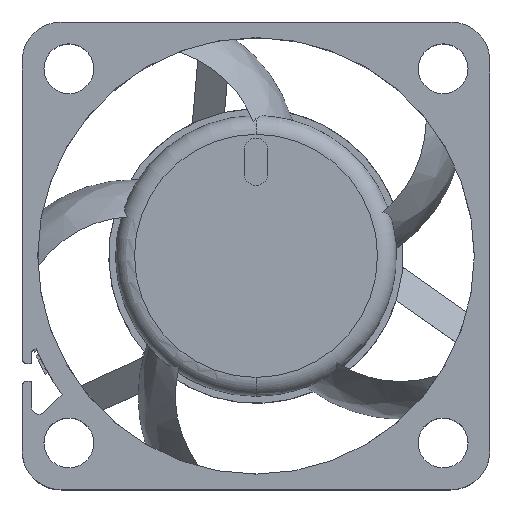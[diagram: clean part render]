
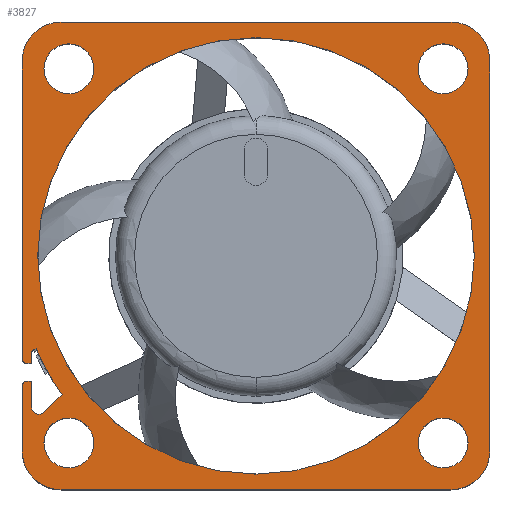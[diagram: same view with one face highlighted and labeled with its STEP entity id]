
A CAD part, top view. The second image highlights one B-rep face of the part: STEP entity #3827.
In plain terms, the highlighted planar face has unit normal (0, 0, 1).
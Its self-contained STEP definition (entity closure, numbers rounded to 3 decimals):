
#725=CARTESIAN_POINT('',(0.,0.,10.));
#726=DIRECTION('',(0.,0.,1.));
#727=DIRECTION('',(-1.,0.,0.));
#728=AXIS2_PLACEMENT_3D('',#725,#726,#727);
#730=CARTESIAN_POINT('',(0.,0.,10.));
#731=DIRECTION('',(0.,0.,1.));
#732=DIRECTION('',(1.,0.,0.));
#733=AXIS2_PLACEMENT_3D('',#730,#731,#732);
#735=CARTESIAN_POINT('',(-14.7,-6.6,10.));
#736=DIRECTION('',(0.,0.,-1.));
#737=DIRECTION('',(0.,-1.,0.));
#738=AXIS2_PLACEMENT_3D('',#735,#736,#737);
#740=CARTESIAN_POINT('',(-12.5,12.5,10.));
#741=DIRECTION('',(0.,0.,-1.));
#742=DIRECTION('',(-1.,0.,0.));
#743=AXIS2_PLACEMENT_3D('',#740,#741,#742);
#745=CARTESIAN_POINT('',(12.5,12.5,10.));
#746=DIRECTION('',(0.,0.,-1.));
#747=DIRECTION('',(0.,1.,0.));
#748=AXIS2_PLACEMENT_3D('',#745,#746,#747);
#750=CARTESIAN_POINT('',(12.5,-12.5,10.));
#751=DIRECTION('',(0.,0.,-1.));
#752=DIRECTION('',(1.,0.,0.));
#753=AXIS2_PLACEMENT_3D('',#750,#751,#752);
#755=CARTESIAN_POINT('',(-12.5,-12.5,10.));
#756=DIRECTION('',(0.,0.,-1.));
#757=DIRECTION('',(0.,-1.,0.));
#758=AXIS2_PLACEMENT_3D('',#755,#756,#757);
#760=CARTESIAN_POINT('',(-14.7,-8.35,10.));
#761=DIRECTION('',(0.,0.,-1.));
#762=DIRECTION('',(-1.,0.,0.));
#763=AXIS2_PLACEMENT_3D('',#760,#761,#762);
#765=DIRECTION('',(1.,0.,0.));
#766=VECTOR('',#765,0.3);
#767=CARTESIAN_POINT('',(-14.7,-8.05,10.));
#768=LINE('',#767,#766);
#769=CARTESIAN_POINT('',(-13.9,-9.657,10.));
#770=DIRECTION('',(0.,0.,1.));
#771=DIRECTION('',(-1.,0.,0.));
#772=AXIS2_PLACEMENT_3D('',#769,#770,#771);
#774=DIRECTION('',(0.707,0.707,0.));
#775=VECTOR('',#774,1.563);
#776=CARTESIAN_POINT('',(-13.546,-10.011,10.));
#777=LINE('',#776,#775);
#778=CARTESIAN_POINT('',(0.,0.,10.));
#779=DIRECTION('',(0.,0.,-1.));
#780=DIRECTION('',(-0.813,-0.582,0.));
#781=AXIS2_PLACEMENT_3D('',#778,#779,#780);
#783=DIRECTION('',(-0.906,-0.423,0.));
#784=VECTOR('',#783,0.135);
#785=CARTESIAN_POINT('',(-14.104,-5.93,10.));
#786=LINE('',#785,#784);
#787=CARTESIAN_POINT('',(-14.1,-6.259,10.));
#788=DIRECTION('',(0.,0.,1.));
#789=DIRECTION('',(-0.423,0.906,0.));
#790=AXIS2_PLACEMENT_3D('',#787,#788,#789);
#792=DIRECTION('',(-1.,0.,0.));
#793=VECTOR('',#792,0.3);
#794=CARTESIAN_POINT('',(-14.4,-6.9,10.));
#795=LINE('',#794,#793);
#796=CARTESIAN_POINT('',(-12.,-12.,10.));
#797=DIRECTION('',(0.,0.,1.));
#798=DIRECTION('',(0.,1.,0.));
#799=AXIS2_PLACEMENT_3D('',#796,#797,#798);
#801=CARTESIAN_POINT('',(-12.,-12.,10.));
#802=DIRECTION('',(0.,0.,1.));
#803=DIRECTION('',(0.,-1.,0.));
#804=AXIS2_PLACEMENT_3D('',#801,#802,#803);
#806=CARTESIAN_POINT('',(-12.,12.,10.));
#807=DIRECTION('',(0.,0.,1.));
#808=DIRECTION('',(-1.,0.,0.));
#809=AXIS2_PLACEMENT_3D('',#806,#807,#808);
#811=CARTESIAN_POINT('',(-12.,12.,10.));
#812=DIRECTION('',(0.,0.,1.));
#813=DIRECTION('',(1.,0.,0.));
#814=AXIS2_PLACEMENT_3D('',#811,#812,#813);
#816=CARTESIAN_POINT('',(12.,12.,10.));
#817=DIRECTION('',(0.,0.,1.));
#818=DIRECTION('',(0.,1.,0.));
#819=AXIS2_PLACEMENT_3D('',#816,#817,#818);
#821=CARTESIAN_POINT('',(12.,12.,10.));
#822=DIRECTION('',(0.,0.,1.));
#823=DIRECTION('',(0.,-1.,0.));
#824=AXIS2_PLACEMENT_3D('',#821,#822,#823);
#826=CARTESIAN_POINT('',(12.,-12.,10.));
#827=DIRECTION('',(0.,0.,1.));
#828=DIRECTION('',(-1.,0.,0.));
#829=AXIS2_PLACEMENT_3D('',#826,#827,#828);
#831=CARTESIAN_POINT('',(12.,-12.,10.));
#832=DIRECTION('',(0.,0.,1.));
#833=DIRECTION('',(1.,0.,0.));
#834=AXIS2_PLACEMENT_3D('',#831,#832,#833);
#852=DIRECTION('',(0.,1.,0.));
#853=VECTOR('',#852,0.641);
#854=CARTESIAN_POINT('',(-14.4,-6.9,10.));
#855=LINE('',#854,#853);
#1281=DIRECTION('',(0.,1.,0.));
#1282=VECTOR('',#1281,1.607);
#1283=CARTESIAN_POINT('',(-14.4,-9.657,10.));
#1284=LINE('',#1283,#1282);
#1297=DIRECTION('',(0.,-1.,0.));
#1298=VECTOR('',#1297,4.15);
#1299=CARTESIAN_POINT('',(-15.,-8.35,10.));
#1300=LINE('',#1299,#1298);
#1833=DIRECTION('',(1.,0.,0.));
#1834=VECTOR('',#1833,25.);
#1835=CARTESIAN_POINT('',(-12.5,-15.,10.));
#1836=LINE('',#1835,#1834);
#1845=DIRECTION('',(0.,1.,0.));
#1846=VECTOR('',#1845,25.);
#1847=CARTESIAN_POINT('',(15.,-12.5,10.));
#1848=LINE('',#1847,#1846);
#1857=DIRECTION('',(-1.,0.,0.));
#1858=VECTOR('',#1857,25.);
#1859=CARTESIAN_POINT('',(12.5,15.,10.));
#1860=LINE('',#1859,#1858);
#1869=DIRECTION('',(0.,-1.,0.));
#1870=VECTOR('',#1869,19.1);
#1871=CARTESIAN_POINT('',(-15.,12.5,10.));
#1872=LINE('',#1871,#1870);
#2366=CARTESIAN_POINT('',(-14.104,-5.93,10.));
#2367=VERTEX_POINT('',#2366);
#2368=CARTESIAN_POINT('',(-12.441,-8.906,10.));
#2369=VERTEX_POINT('',#2368);
#2534=CARTESIAN_POINT('',(-13.546,-10.011,10.));
#2535=VERTEX_POINT('',#2534);
#2544=CARTESIAN_POINT('',(-14.7,-6.9,10.));
#2545=CARTESIAN_POINT('',(-15.,-6.6,10.));
#2546=VERTEX_POINT('',#2544);
#2547=VERTEX_POINT('',#2545);
#2548=CARTESIAN_POINT('',(-15.,12.5,10.));
#2549=VERTEX_POINT('',#2548);
#2550=CARTESIAN_POINT('',(-12.5,15.,10.));
#2551=VERTEX_POINT('',#2550);
#2552=CARTESIAN_POINT('',(12.5,15.,10.));
#2553=VERTEX_POINT('',#2552);
#2554=CARTESIAN_POINT('',(15.,12.5,10.));
#2555=VERTEX_POINT('',#2554);
#2556=CARTESIAN_POINT('',(15.,-12.5,10.));
#2557=VERTEX_POINT('',#2556);
#2558=CARTESIAN_POINT('',(12.5,-15.,10.));
#2559=VERTEX_POINT('',#2558);
#2560=CARTESIAN_POINT('',(-12.5,-15.,10.));
#2561=VERTEX_POINT('',#2560);
#2562=CARTESIAN_POINT('',(-15.,-12.5,10.));
#2563=VERTEX_POINT('',#2562);
#2564=CARTESIAN_POINT('',(-15.,-8.35,10.));
#2565=VERTEX_POINT('',#2564);
#2566=CARTESIAN_POINT('',(-14.7,-8.05,10.));
#2567=VERTEX_POINT('',#2566);
#2568=CARTESIAN_POINT('',(-14.4,-8.05,10.));
#2569=VERTEX_POINT('',#2568);
#2570=CARTESIAN_POINT('',(-14.4,-9.657,10.));
#2571=VERTEX_POINT('',#2570);
#2572=CARTESIAN_POINT('',(-14.227,-5.987,10.));
#2573=VERTEX_POINT('',#2572);
#2574=CARTESIAN_POINT('',(-14.4,-6.259,10.));
#2575=VERTEX_POINT('',#2574);
#2576=CARTESIAN_POINT('',(-14.4,-6.9,10.));
#2577=VERTEX_POINT('',#2576);
#2684=CARTESIAN_POINT('',(-12.,-10.4,10.));
#2686=VERTEX_POINT('',#2684);
#2688=CARTESIAN_POINT('',(-12.,-13.6,10.));
#2690=VERTEX_POINT('',#2688);
#2692=CARTESIAN_POINT('',(-13.6,12.,10.));
#2694=VERTEX_POINT('',#2692);
#2696=CARTESIAN_POINT('',(-10.4,12.,10.));
#2698=VERTEX_POINT('',#2696);
#2700=CARTESIAN_POINT('',(12.,13.6,10.));
#2702=VERTEX_POINT('',#2700);
#2704=CARTESIAN_POINT('',(12.,10.4,10.));
#2706=VERTEX_POINT('',#2704);
#2708=CARTESIAN_POINT('',(10.4,-12.,10.));
#2710=VERTEX_POINT('',#2708);
#2712=CARTESIAN_POINT('',(13.6,-12.,10.));
#2714=VERTEX_POINT('',#2712);
#2841=CARTESIAN_POINT('',(-14.,0.,10.));
#2842=CARTESIAN_POINT('',(14.,0.,10.));
#2843=VERTEX_POINT('',#2841);
#2844=VERTEX_POINT('',#2842);
#3752=CARTESIAN_POINT('',(0.,0.,10.));
#3753=DIRECTION('',(0.,0.,1.));
#3754=DIRECTION('',(-1.,0.,0.));
#3755=AXIS2_PLACEMENT_3D('',#3752,#3753,#3754);
#3756=PLANE('',#3755);
#3758=ORIENTED_EDGE('',*,*,#3757,.T.);
#3760=ORIENTED_EDGE('',*,*,#3759,.F.);
#3762=ORIENTED_EDGE('',*,*,#3761,.T.);
#3764=ORIENTED_EDGE('',*,*,#3763,.F.);
#3766=ORIENTED_EDGE('',*,*,#3765,.T.);
#3768=ORIENTED_EDGE('',*,*,#3767,.F.);
#3770=ORIENTED_EDGE('',*,*,#3769,.T.);
#3772=ORIENTED_EDGE('',*,*,#3771,.F.);
#3774=ORIENTED_EDGE('',*,*,#3773,.T.);
#3776=ORIENTED_EDGE('',*,*,#3775,.F.);
#3778=ORIENTED_EDGE('',*,*,#3777,.T.);
#3780=ORIENTED_EDGE('',*,*,#3779,.T.);
#3782=ORIENTED_EDGE('',*,*,#3781,.F.);
#3784=ORIENTED_EDGE('',*,*,#3783,.T.);
#3786=ORIENTED_EDGE('',*,*,#3785,.T.);
#3788=ORIENTED_EDGE('',*,*,#3787,.T.);
#3790=ORIENTED_EDGE('',*,*,#3789,.T.);
#3792=ORIENTED_EDGE('',*,*,#3791,.T.);
#3794=ORIENTED_EDGE('',*,*,#3793,.F.);
#3796=ORIENTED_EDGE('',*,*,#3795,.T.);
#3797=EDGE_LOOP('',(#3758,#3760,#3762,#3764,#3766,#3768,#3770,#3772,#3774,#3776,
#3778,#3780,#3782,#3784,#3786,#3788,#3790,#3792,#3794,#3796));
#3798=FACE_OUTER_BOUND('',#3797,.F.);
#3799=ORIENTED_EDGE('',*,*,#3335,.T.);
#3800=ORIENTED_EDGE('',*,*,#3623,.T.);
#3801=EDGE_LOOP('',(#3799,#3800));
#3802=FACE_BOUND('',#3801,.F.);
#3804=ORIENTED_EDGE('',*,*,#3803,.T.);
#3806=ORIENTED_EDGE('',*,*,#3805,.T.);
#3807=EDGE_LOOP('',(#3804,#3806));
#3808=FACE_BOUND('',#3807,.F.);
#3810=ORIENTED_EDGE('',*,*,#3809,.T.);
#3812=ORIENTED_EDGE('',*,*,#3811,.T.);
#3813=EDGE_LOOP('',(#3810,#3812));
#3814=FACE_BOUND('',#3813,.F.);
#3816=ORIENTED_EDGE('',*,*,#3815,.T.);
#3818=ORIENTED_EDGE('',*,*,#3817,.T.);
#3819=EDGE_LOOP('',(#3816,#3818));
#3820=FACE_BOUND('',#3819,.F.);
#3822=ORIENTED_EDGE('',*,*,#3821,.T.);
#3824=ORIENTED_EDGE('',*,*,#3823,.T.);
#3825=EDGE_LOOP('',(#3822,#3824));
#3826=FACE_BOUND('',#3825,.F.);
#3827=ADVANCED_FACE('',(#3798,#3802,#3808,#3814,#3820,#3826),#3756,.T.);
#729=CIRCLE('',#728,14.);
#734=CIRCLE('',#733,14.);
#739=CIRCLE('',#738,0.3);
#744=CIRCLE('',#743,2.5);
#749=CIRCLE('',#748,2.5);
#754=CIRCLE('',#753,2.5);
#759=CIRCLE('',#758,2.5);
#764=CIRCLE('',#763,0.3);
#773=CIRCLE('',#772,0.5);
#782=CIRCLE('',#781,15.3);
#791=CIRCLE('',#790,0.3);
#800=CIRCLE('',#799,1.6);
#805=CIRCLE('',#804,1.6);
#810=CIRCLE('',#809,1.6);
#815=CIRCLE('',#814,1.6);
#820=CIRCLE('',#819,1.6);
#825=CIRCLE('',#824,1.6);
#830=CIRCLE('',#829,1.6);
#835=CIRCLE('',#834,1.6);
#3335=EDGE_CURVE('',#2843,#2844,#729,.T.);
#3623=EDGE_CURVE('',#2844,#2843,#734,.T.);
#3757=EDGE_CURVE('',#2546,#2547,#739,.T.);
#3759=EDGE_CURVE('',#2549,#2547,#1872,.T.);
#3761=EDGE_CURVE('',#2549,#2551,#744,.T.);
#3763=EDGE_CURVE('',#2553,#2551,#1860,.T.);
#3765=EDGE_CURVE('',#2553,#2555,#749,.T.);
#3767=EDGE_CURVE('',#2557,#2555,#1848,.T.);
#3769=EDGE_CURVE('',#2557,#2559,#754,.T.);
#3771=EDGE_CURVE('',#2561,#2559,#1836,.T.);
#3773=EDGE_CURVE('',#2561,#2563,#759,.T.);
#3775=EDGE_CURVE('',#2565,#2563,#1300,.T.);
#3777=EDGE_CURVE('',#2565,#2567,#764,.T.);
#3779=EDGE_CURVE('',#2567,#2569,#768,.T.);
#3781=EDGE_CURVE('',#2571,#2569,#1284,.T.);
#3783=EDGE_CURVE('',#2571,#2535,#773,.T.);
#3785=EDGE_CURVE('',#2535,#2369,#777,.T.);
#3787=EDGE_CURVE('',#2369,#2367,#782,.T.);
#3789=EDGE_CURVE('',#2367,#2573,#786,.T.);
#3791=EDGE_CURVE('',#2573,#2575,#791,.T.);
#3793=EDGE_CURVE('',#2577,#2575,#855,.T.);
#3795=EDGE_CURVE('',#2577,#2546,#795,.T.);
#3803=EDGE_CURVE('',#2686,#2690,#800,.T.);
#3805=EDGE_CURVE('',#2690,#2686,#805,.T.);
#3809=EDGE_CURVE('',#2694,#2698,#810,.T.);
#3811=EDGE_CURVE('',#2698,#2694,#815,.T.);
#3815=EDGE_CURVE('',#2702,#2706,#820,.T.);
#3817=EDGE_CURVE('',#2706,#2702,#825,.T.);
#3821=EDGE_CURVE('',#2710,#2714,#830,.T.);
#3823=EDGE_CURVE('',#2714,#2710,#835,.T.);
